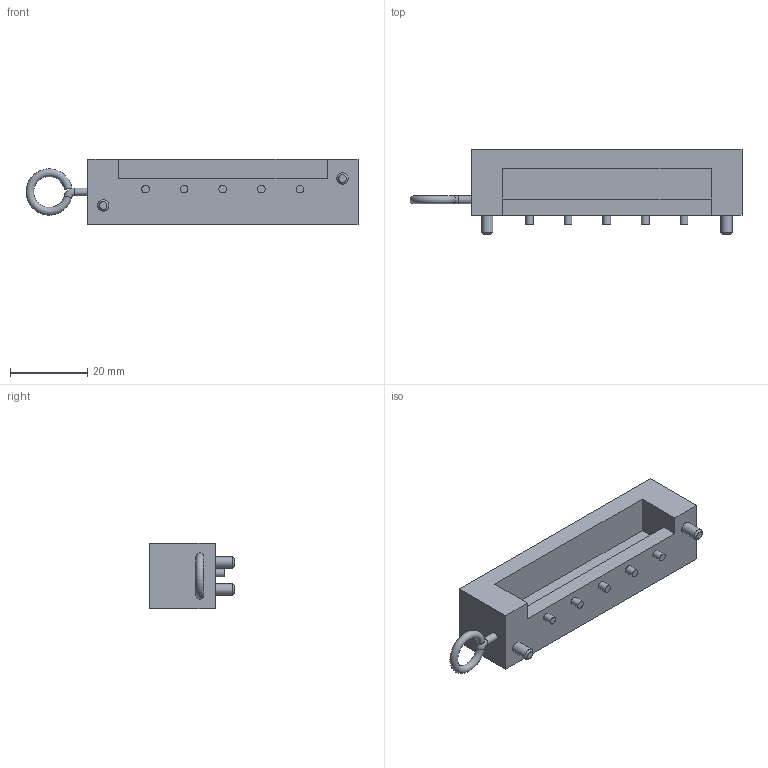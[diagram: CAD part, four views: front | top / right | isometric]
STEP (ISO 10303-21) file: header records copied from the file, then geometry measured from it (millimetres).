
FILE_DESCRIPTION (( 'STEP AP214' ), '1' );
FILE_NAME ('MSL_mold_outpart_101392(01)_A.step', '2023-03-15T08:56:44', ( '' ), ( '' ), 'SwSTEP 2.0', 'SolidWorks 2021', '' );
FILE_SCHEMA (( 'AUTOMOTIVE_DESIGN' ));
Length unit declared in the file: millimetre
Products named in the file (1): MSL_mold_outpart_101392(01)_A
Bounding box: 86 x 22 x 17 mm (x, y, z)
Volume: 29981.2 mm3; surface area: 12706.3 mm2
Topology: 2 solids, 2 shells, 60 faces, 121 edges, 80 vertices
Faces by surface type: plane 39, cylinder 15, cone 4, torus 2
Full cylindrical faces by diameter (mm): 2 x11, 2.95 x4
Entity records: 1467 total; most frequent: DIRECTION 254, CARTESIAN_POINT 233, ORIENTED_EDGE 192, AXIS2_PLACEMENT_3D 97, EDGE_LOOP 96, EDGE_CURVE 96, FACE_OUTER_BOUND 77, VERTEX_POINT 76
